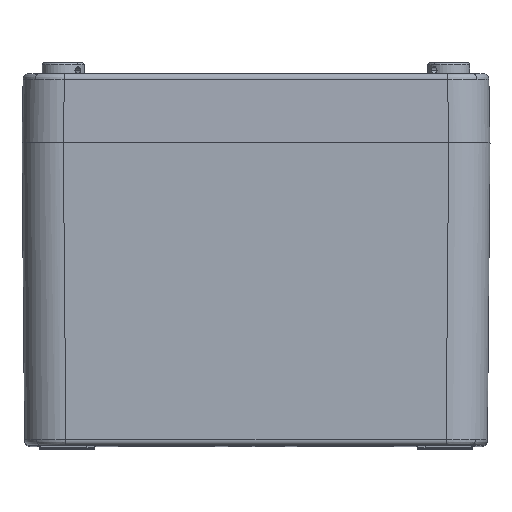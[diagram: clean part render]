
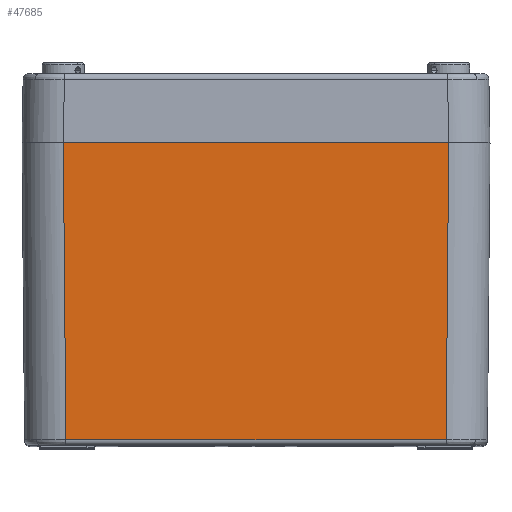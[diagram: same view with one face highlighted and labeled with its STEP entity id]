
A CAD part, top view. The second image highlights one B-rep face of the part: STEP entity #47685.
In plain terms, the highlighted planar face has unit normal (0, -0.009, 1).
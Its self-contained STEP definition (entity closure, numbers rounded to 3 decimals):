
#47048 = VERTEX_POINT ( 'NONE', #51911 ) ;
#47186 = ORIENTED_EDGE ( 'NONE', *, *, #56464, .T. ) ;
#47235 = EDGE_CURVE ( 'NONE', #94840, #47048, #51977, .T. ) ;
#47241 = ORIENTED_EDGE ( 'NONE', *, *, #47235, .T. ) ;
#47323 = EDGE_LOOP ( 'NONE', ( #47241, #47186, #56608, #49001 ) ) ;
#47685 = ADVANCED_FACE ( 'NONE', ( #52030 ), #52029, .T. ) ;
#49001 = ORIENTED_EDGE ( 'NONE', *, *, #95361, .F. ) ;
#49401 = EDGE_CURVE ( 'NONE', #121117, #102146, #52256, .T. ) ;
#51911 = CARTESIAN_POINT ( 'NONE',  ( -69.058, -108.017, 134.057 ) ) ;
#51974 = DIRECTION ( 'NONE',  ( 0.009, -1., -0.009 ) ) ;
#51975 = VECTOR ( 'NONE', #51974, 1000. ) ;
#51976 = CARTESIAN_POINT ( 'NONE',  ( -70.002, 0.131, 135.001 ) ) ;
#51977 = LINE ( 'NONE', #51976, #51975 ) ;
#52024 = DIRECTION ( 'NONE',  ( 0., -1., -0.009 ) ) ;
#52025 = DIRECTION ( 'NONE',  ( 0., -0.009, 1. ) ) ;
#52026 = AXIS2_PLACEMENT_3D ( 'NONE', #52028, #52025, #52024 ) ;
#52028 = CARTESIAN_POINT ( 'NONE',  ( -85., 0., 135. ) ) ;
#52029 = PLANE ( 'NONE',  #52026 ) ;
#52030 = FACE_OUTER_BOUND ( 'NONE', #47323, .T. ) ;
#52253 = DIRECTION ( 'NONE',  ( 0.009, 1., 0.009 ) ) ;
#52254 = VECTOR ( 'NONE', #52253, 1000. ) ;
#52255 = CARTESIAN_POINT ( 'NONE',  ( 69.989, -1.352, 134.988 ) ) ;
#52256 = LINE ( 'NONE', #52255, #52254 ) ;
#53929 = DIRECTION ( 'NONE',  ( 1., 0., 0. ) ) ;
#53930 = VECTOR ( 'NONE', #53929, 1000. ) ;
#53931 = CARTESIAN_POINT ( 'NONE',  ( 69.041, -108.017, 134.057 ) ) ;
#53932 = LINE ( 'NONE', #53931, #53930 ) ;
#56464 = EDGE_CURVE ( 'NONE', #47048, #121117, #53932, .T. ) ;
#56608 = ORIENTED_EDGE ( 'NONE', *, *, #49401, .T. ) ;
#70559 = CARTESIAN_POINT ( 'NONE',  ( -70.001, 0., 135. ) ) ;
#70980 = DIRECTION ( 'NONE',  ( 1., 0., 0. ) ) ;
#70981 = VECTOR ( 'NONE', #70980, 1000. ) ;
#70982 = CARTESIAN_POINT ( 'NONE',  ( -85., 0., 135. ) ) ;
#70983 = LINE ( 'NONE', #70982, #70981 ) ;
#83071 = CARTESIAN_POINT ( 'NONE',  ( 70.001, 0., 135. ) ) ;
#90533 = CARTESIAN_POINT ( 'NONE',  ( 69.058, -108.017, 134.057 ) ) ;
#94840 = VERTEX_POINT ( 'NONE', #70559 ) ;
#95361 = EDGE_CURVE ( 'NONE', #94840, #102146, #70983, .T. ) ;
#102146 = VERTEX_POINT ( 'NONE', #83071 ) ;
#121117 = VERTEX_POINT ( 'NONE', #90533 ) ;
